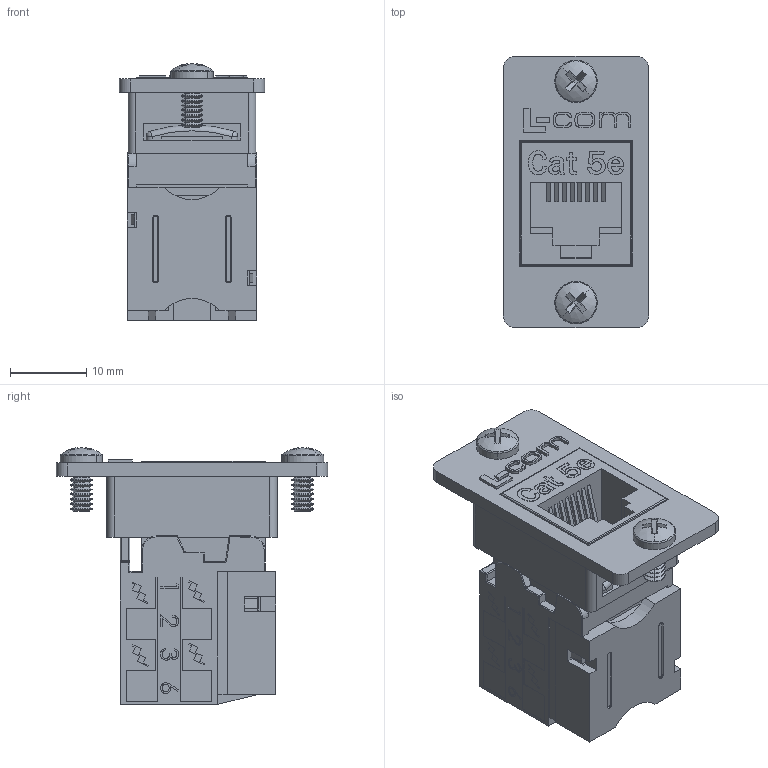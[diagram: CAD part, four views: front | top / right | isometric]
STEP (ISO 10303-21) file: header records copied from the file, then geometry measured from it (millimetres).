
FILE_DESCRIPTION (( 'STEP AP203' ), '1' );
FILE_NAME ('ECF110C5E.STEP', '2013-07-12T19:50:42', ( 'x' ), ( '' ), 'SwSTEP 2.0', 'SolidWorks 2012', '' );
FILE_SCHEMA (( 'CONFIG_CONTROL_DESIGN' ));
Length unit declared in the file: inch
Products named in the file (6): ECF110C5E; 91772A106_default; MJS110C5E_Cat 5e; MJS110C6-MA11; MJS110C6-MA12_MJS110C5; ECF-SK_with Global Connectivity logo
Assembly tree (6 placements, depth 3):
  ECF110C5E
    ECF-SK_with Global Connectivity logo
    MJS110C5E_Cat 5e
      MJS110C6-MA12_MJS110C5
      MJS110C6-MA11
    91772A106_default  x2
Bounding box: 19.05 x 35.56 x 33.64 mm (x, y, z)
Volume: 9028.1 mm3; surface area: 8692.9 mm2
Topology: 5 solids, 5 shells, 1090 faces, 2974 edges, 1919 vertices
Faces by surface type: plane 696, cylinder 147, bspline 123, cone 76, torus 24, sphere 24
Entity records: 37440 total; most frequent: CARTESIAN_POINT 11780, ORIENTED_EDGE 5516, DIRECTION 4627, EDGE_CURVE 2758, LINE 2159, VECTOR 2159, VERTEX_POINT 1791, AXIS2_PLACEMENT_3D 1234
